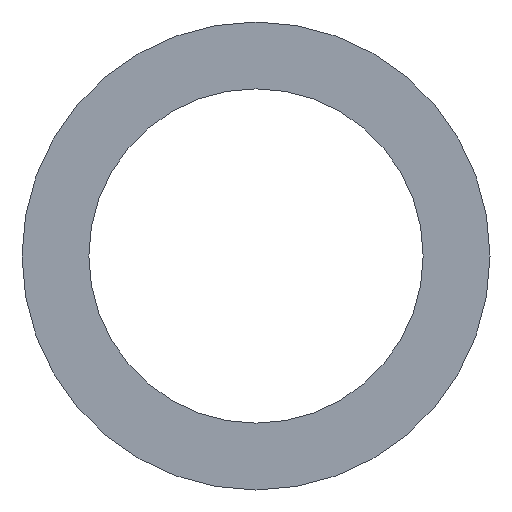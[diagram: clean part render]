
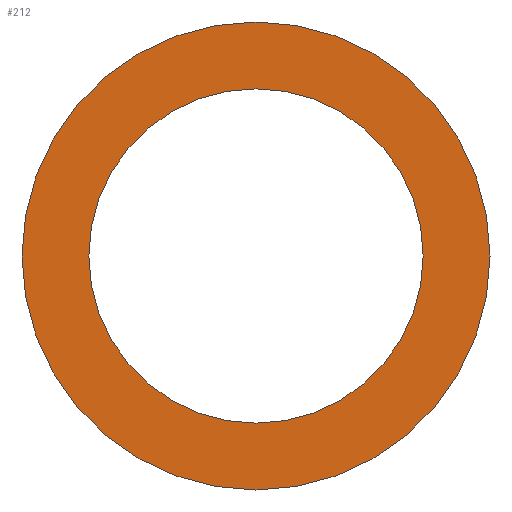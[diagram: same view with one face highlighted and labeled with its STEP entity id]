
A CAD part, left-side view. The second image highlights one B-rep face of the part: STEP entity #212.
In plain terms, the highlighted planar face has unit normal (-1, 0, 0).
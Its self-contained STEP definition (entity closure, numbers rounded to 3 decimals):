
#7 = EDGE_CURVE ( 'NONE', #90, #14, #120, .T. ) ;
#13 = CIRCLE ( 'NONE', #151, 14. ) ;
#14 = VERTEX_POINT ( 'NONE', #68 ) ;
#15 = AXIS2_PLACEMENT_3D ( 'NONE', #156, #94, #234 ) ;
#16 = PLANE ( 'NONE',  #88 ) ;
#17 = EDGE_LOOP ( 'NONE', ( #19, #106 ) ) ;
#18 = CARTESIAN_POINT ( 'NONE',  ( -25.5, 0., 14. ) ) ;
#19 = ORIENTED_EDGE ( 'NONE', *, *, #51, .F. ) ;
#27 = CARTESIAN_POINT ( 'NONE',  ( -25.5, 0., 0. ) ) ;
#51 = EDGE_CURVE ( 'NONE', #14, #90, #55, .T. ) ;
#52 = EDGE_CURVE ( 'NONE', #113, #244, #13, .T. ) ;
#55 = CIRCLE ( 'NONE', #200, 10. ) ;
#56 = DIRECTION ( 'NONE',  ( 1., 0., 0. ) ) ;
#63 = DIRECTION ( 'NONE',  ( -1., 0., 0. ) ) ;
#68 = CARTESIAN_POINT ( 'NONE',  ( -25.5, 0., 10. ) ) ;
#72 = FACE_BOUND ( 'NONE', #17, .T. ) ;
#77 = CARTESIAN_POINT ( 'NONE',  ( -25.5, 0., -14. ) ) ;
#88 = AXIS2_PLACEMENT_3D ( 'NONE', #170, #56, #228 ) ;
#90 = VERTEX_POINT ( 'NONE', #174 ) ;
#94 = DIRECTION ( 'NONE',  ( -1., 0., 0. ) ) ;
#102 = CARTESIAN_POINT ( 'NONE',  ( -25.5, 0., 0. ) ) ;
#106 = ORIENTED_EDGE ( 'NONE', *, *, #7, .F. ) ;
#113 = VERTEX_POINT ( 'NONE', #77 ) ;
#120 = CIRCLE ( 'NONE', #164, 10. ) ;
#121 = DIRECTION ( 'NONE',  ( -1., 0., 0. ) ) ;
#124 = DIRECTION ( 'NONE',  ( 0., 0., 1. ) ) ;
#128 = EDGE_CURVE ( 'NONE', #244, #113, #188, .T. ) ;
#134 = ORIENTED_EDGE ( 'NONE', *, *, #128, .T. ) ;
#144 = DIRECTION ( 'NONE',  ( 0., 0., 1. ) ) ;
#151 = AXIS2_PLACEMENT_3D ( 'NONE', #102, #63, #204 ) ;
#152 = FACE_OUTER_BOUND ( 'NONE', #242, .T. ) ;
#156 = CARTESIAN_POINT ( 'NONE',  ( -25.5, 0., 0. ) ) ;
#164 = AXIS2_PLACEMENT_3D ( 'NONE', #27, #121, #144 ) ;
#170 = CARTESIAN_POINT ( 'NONE',  ( -25.5, 14., 0. ) ) ;
#174 = CARTESIAN_POINT ( 'NONE',  ( -25.5, 0., -10. ) ) ;
#188 = CIRCLE ( 'NONE', #15, 14. ) ;
#200 = AXIS2_PLACEMENT_3D ( 'NONE', #241, #219, #124 ) ;
#204 = DIRECTION ( 'NONE',  ( 0., 0., 1. ) ) ;
#209 = ORIENTED_EDGE ( 'NONE', *, *, #52, .T. ) ;
#212 = ADVANCED_FACE ( 'NONE', ( #72, #152 ), #16, .F. ) ;
#219 = DIRECTION ( 'NONE',  ( -1., 0., 0. ) ) ;
#228 = DIRECTION ( 'NONE',  ( 0., 1., 0. ) ) ;
#234 = DIRECTION ( 'NONE',  ( 0., 0., 1. ) ) ;
#241 = CARTESIAN_POINT ( 'NONE',  ( -25.5, 0., 0. ) ) ;
#242 = EDGE_LOOP ( 'NONE', ( #134, #209 ) ) ;
#244 = VERTEX_POINT ( 'NONE', #18 ) ;
